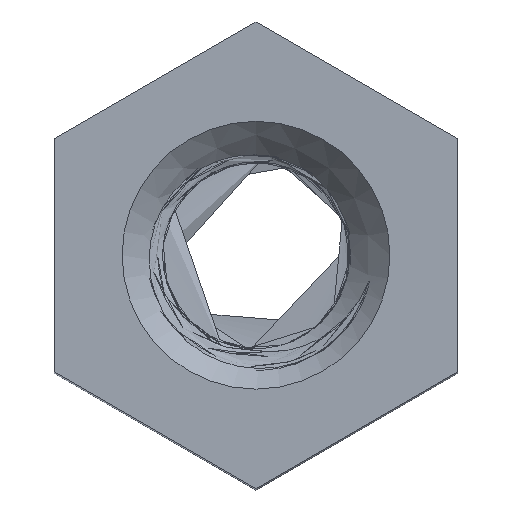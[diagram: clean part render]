
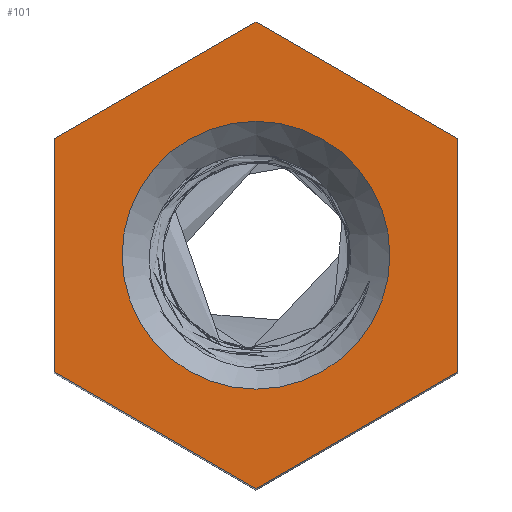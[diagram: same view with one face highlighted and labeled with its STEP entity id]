
A CAD part, top view. The second image highlights one B-rep face of the part: STEP entity #101.
In plain terms, the highlighted planar face has unit normal (0, 0, 1).
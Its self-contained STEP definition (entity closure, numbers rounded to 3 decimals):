
#101=ADVANCED_FACE('',(#11427,#11429),#11431,.T.);
#11427=FACE_BOUND('',#11428,.T.);
#11428=EDGE_LOOP('',(#12159,#12160,#12161,#12162,#12163,#12164));
#11429=FACE_BOUND('',#11430,.T.);
#11430=EDGE_LOOP('',(#12165));
#11431=PLANE('',#11432);
#11432=AXIS2_PLACEMENT_3D('',#11433,#11434,#11435);
#11433=CARTESIAN_POINT('',(0.,0.,15.));
#11434=DIRECTION('',(0.,0.,1.));
#11435=DIRECTION('',(-1.,0.,0.));
#12159=ORIENTED_EDGE('',*,*,#12307,.T.);
#12160=ORIENTED_EDGE('',*,*,#12308,.T.);
#12161=ORIENTED_EDGE('',*,*,#12309,.T.);
#12162=ORIENTED_EDGE('',*,*,#12310,.T.);
#12163=ORIENTED_EDGE('',*,*,#12311,.T.);
#12164=ORIENTED_EDGE('',*,*,#12312,.T.);
#12165=ORIENTED_EDGE('',*,*,#12266,.T.);
#12266=EDGE_CURVE('',#12350,#12350,#12351,.F.);
#12307=EDGE_CURVE('',#12428,#12429,#12430,.T.);
#12308=EDGE_CURVE('',#12429,#12431,#12432,.T.);
#12309=EDGE_CURVE('',#12431,#12433,#12434,.T.);
#12310=EDGE_CURVE('',#12433,#12435,#12436,.T.);
#12311=EDGE_CURVE('',#12435,#12437,#12438,.T.);
#12312=EDGE_CURVE('',#12437,#12428,#12439,.T.);
#12350=VERTEX_POINT('',#12620);
#12351=CIRCLE('',#12621,2.32);
#12428=VERTEX_POINT('',#15874);
#12429=VERTEX_POINT('',#15875);
#12430=LINE('',#15876,#15877);
#12431=VERTEX_POINT('',#15879);
#12432=LINE('',#15880,#15881);
#12433=VERTEX_POINT('',#15883);
#12434=LINE('',#15884,#15885);
#12435=VERTEX_POINT('',#15887);
#12436=LINE('',#15888,#15889);
#12437=VERTEX_POINT('',#15891);
#12438=LINE('',#15892,#15893);
#12439=LINE('',#15895,#15896);
#12620=CARTESIAN_POINT('',(0.,2.32,15.));
#12621=AXIS2_PLACEMENT_3D('',#12622,#12623,#12624);
#12622=CARTESIAN_POINT('',(0.,0.,15.));
#12623=DIRECTION('',(0.,0.,1.));
#12624=DIRECTION('',(0.,1.,-0.));
#15874=CARTESIAN_POINT('',(0.,-4.041,15.));
#15875=CARTESIAN_POINT('',(3.5,-2.021,15.));
#15876=CARTESIAN_POINT('',(0.,-4.041,15.));
#15877=VECTOR('',#15878,1.);
#15878=DIRECTION('',(0.866,0.5,0.));
#15879=CARTESIAN_POINT('',(3.5,2.021,15.));
#15880=CARTESIAN_POINT('',(3.5,-2.021,15.));
#15881=VECTOR('',#15882,1.);
#15882=DIRECTION('',(0.,1.,0.));
#15883=CARTESIAN_POINT('',(0.,4.041,15.));
#15884=CARTESIAN_POINT('',(3.5,2.021,15.));
#15885=VECTOR('',#15886,1.);
#15886=DIRECTION('',(-0.866,0.5,0.));
#15887=CARTESIAN_POINT('',(-3.5,2.021,15.));
#15888=CARTESIAN_POINT('',(0.,4.041,15.));
#15889=VECTOR('',#15890,1.);
#15890=DIRECTION('',(-0.866,-0.5,0.));
#15891=CARTESIAN_POINT('',(-3.5,-2.021,15.));
#15892=CARTESIAN_POINT('',(-3.5,2.021,15.));
#15893=VECTOR('',#15894,1.);
#15894=DIRECTION('',(0.,-1.,0.));
#15895=CARTESIAN_POINT('',(-3.5,-2.021,15.));
#15896=VECTOR('',#15897,1.);
#15897=DIRECTION('',(0.866,-0.5,0.));
